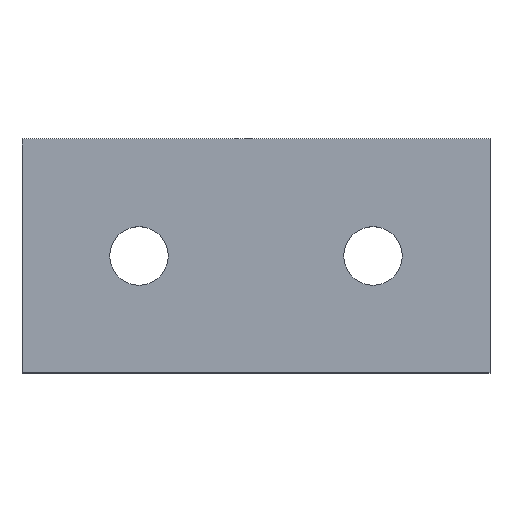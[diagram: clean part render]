
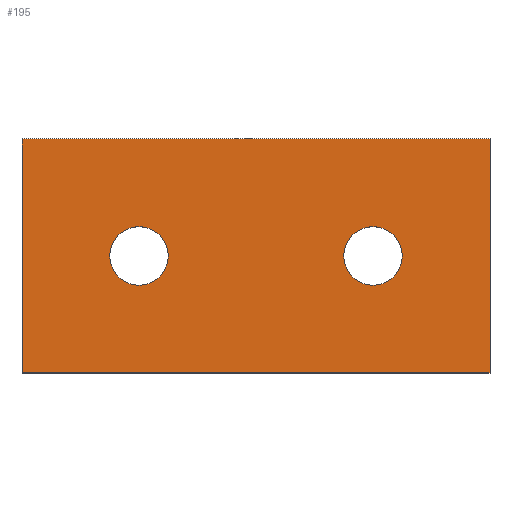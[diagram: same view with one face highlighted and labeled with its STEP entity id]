
A CAD part, top view. The second image highlights one B-rep face of the part: STEP entity #195.
In plain terms, the highlighted planar face has unit normal (0, 0, 1).
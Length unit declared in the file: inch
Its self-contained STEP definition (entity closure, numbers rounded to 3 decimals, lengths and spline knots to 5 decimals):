
#2 = CARTESIAN_POINT ( 'NONE',  ( 1., 0.5, 0. ) ) ;
#3 = DIRECTION ( 'NONE',  ( -1., 0., 0. ) ) ;
#4 = VECTOR ( 'NONE', #3, 39.37008 ) ;
#5 = CARTESIAN_POINT ( 'NONE',  ( -1., 0.5, 0. ) ) ;
#6 = LINE ( 'NONE', #5, #4 ) ;
#26 = VERTEX_POINT ( 'NONE', #220 ) ;
#34 = VERTEX_POINT ( 'NONE', #207 ) ;
#35 = EDGE_CURVE ( 'NONE', #34, #36, #206, .T. ) ;
#36 = VERTEX_POINT ( 'NONE', #201 ) ;
#42 = EDGE_CURVE ( 'NONE', #144, #173, #98, .T. ) ;
#59 = EDGE_CURVE ( 'NONE', #60, #143, #6, .T. ) ;
#60 = VERTEX_POINT ( 'NONE', #2 ) ;
#69 = EDGE_CURVE ( 'NONE', #26, #70, #129, .T. ) ;
#70 = VERTEX_POINT ( 'NONE', #124 ) ;
#91 = DIRECTION ( 'NONE',  ( 1., 0., 0. ) ) ;
#92 = VECTOR ( 'NONE', #91, 39.37008 ) ;
#93 = CARTESIAN_POINT ( 'NONE',  ( -1., -0.5, 0. ) ) ;
#98 = LINE ( 'NONE', #93, #92 ) ;
#108 = CARTESIAN_POINT ( 'NONE',  ( -1., -0.5, 0. ) ) ;
#109 = CARTESIAN_POINT ( 'NONE',  ( -1., 0.5, 0. ) ) ;
#110 = DIRECTION ( 'NONE',  ( 0., -1., 0. ) ) ;
#111 = VECTOR ( 'NONE', #110, 39.37008 ) ;
#112 = CARTESIAN_POINT ( 'NONE',  ( -1., 0.5, 0. ) ) ;
#113 = LINE ( 'NONE', #112, #111 ) ;
#124 = CARTESIAN_POINT ( 'NONE',  ( -0.375, 0., 0. ) ) ;
#125 = DIRECTION ( 'NONE',  ( 1., 0., 0. ) ) ;
#126 = DIRECTION ( 'NONE',  ( 0., 0., 1. ) ) ;
#127 = CARTESIAN_POINT ( 'NONE',  ( -0.5, 0., 0. ) ) ;
#128 = AXIS2_PLACEMENT_3D ( 'NONE', #127, #126, #125 ) ;
#129 = CIRCLE ( 'NONE', #128, 0.125 ) ;
#142 = EDGE_CURVE ( 'NONE', #143, #144, #113, .T. ) ;
#143 = VERTEX_POINT ( 'NONE', #109 ) ;
#144 = VERTEX_POINT ( 'NONE', #108 ) ;
#149 = ORIENTED_EDGE ( 'NONE', *, *, #42, .T. ) ;
#150 = ORIENTED_EDGE ( 'NONE', *, *, #172, .T. ) ;
#151 = ORIENTED_EDGE ( 'NONE', *, *, #59, .T. ) ;
#154 = ORIENTED_EDGE ( 'NONE', *, *, #142, .T. ) ;
#155 = EDGE_LOOP ( 'NONE', ( #154, #149, #150, #151 ) ) ;
#156 = ORIENTED_EDGE ( 'NONE', *, *, #69, .F. ) ;
#172 = EDGE_CURVE ( 'NONE', #173, #60, #332, .T. ) ;
#173 = VERTEX_POINT ( 'NONE', #375 ) ;
#177 = ORIENTED_EDGE ( 'NONE', *, *, #178, .F. ) ;
#178 = EDGE_CURVE ( 'NONE', #36, #34, #382, .T. ) ;
#179 = ORIENTED_EDGE ( 'NONE', *, *, #35, .F. ) ;
#180 = EDGE_LOOP ( 'NONE', ( #181, #156 ) ) ;
#181 = ORIENTED_EDGE ( 'NONE', *, *, #182, .F. ) ;
#182 = EDGE_CURVE ( 'NONE', #70, #26, #358, .T. ) ;
#195 = ADVANCED_FACE ( 'NONE', ( #345, #344, #343 ), #342, .T. ) ;
#196 = EDGE_LOOP ( 'NONE', ( #177, #179 ) ) ;
#201 = CARTESIAN_POINT ( 'NONE',  ( 0.625, 0., 0. ) ) ;
#202 = DIRECTION ( 'NONE',  ( 1., 0., 0. ) ) ;
#203 = DIRECTION ( 'NONE',  ( 0., 0., 1. ) ) ;
#204 = CARTESIAN_POINT ( 'NONE',  ( 0.5, 0., 0. ) ) ;
#205 = AXIS2_PLACEMENT_3D ( 'NONE', #204, #203, #202 ) ;
#206 = CIRCLE ( 'NONE', #205, 0.125 ) ;
#207 = CARTESIAN_POINT ( 'NONE',  ( 0.375, 0., 0. ) ) ;
#220 = CARTESIAN_POINT ( 'NONE',  ( -0.625, 0., 0. ) ) ;
#332 = LINE ( 'NONE', #378, #377 ) ;
#338 = DIRECTION ( 'NONE',  ( 1., 0., 0. ) ) ;
#339 = DIRECTION ( 'NONE',  ( 0., 0., 1. ) ) ;
#340 = CARTESIAN_POINT ( 'NONE',  ( -1., 0.5, 0. ) ) ;
#341 = AXIS2_PLACEMENT_3D ( 'NONE', #340, #339, #338 ) ;
#342 = PLANE ( 'NONE',  #341 ) ;
#343 = FACE_OUTER_BOUND ( 'NONE', #155, .T. ) ;
#344 = FACE_BOUND ( 'NONE', #180, .T. ) ;
#345 = FACE_BOUND ( 'NONE', #196, .T. ) ;
#355 = DIRECTION ( 'NONE',  ( 1., 0., 0. ) ) ;
#356 = DIRECTION ( 'NONE',  ( 0., 0., 1. ) ) ;
#357 = AXIS2_PLACEMENT_3D ( 'NONE', #383, #356, #355 ) ;
#358 = CIRCLE ( 'NONE', #357, 0.125 ) ;
#359 = DIRECTION ( 'NONE',  ( 1., 0., 0. ) ) ;
#375 = CARTESIAN_POINT ( 'NONE',  ( 1., -0.5, 0. ) ) ;
#376 = DIRECTION ( 'NONE',  ( 0., 1., 0. ) ) ;
#377 = VECTOR ( 'NONE', #376, 39.37008 ) ;
#378 = CARTESIAN_POINT ( 'NONE',  ( 1., 0.5, 0. ) ) ;
#379 = DIRECTION ( 'NONE',  ( 0., 0., 1. ) ) ;
#380 = CARTESIAN_POINT ( 'NONE',  ( 0.5, 0., 0. ) ) ;
#381 = AXIS2_PLACEMENT_3D ( 'NONE', #380, #379, #359 ) ;
#382 = CIRCLE ( 'NONE', #381, 0.125 ) ;
#383 = CARTESIAN_POINT ( 'NONE',  ( -0.5, 0., 0. ) ) ;
